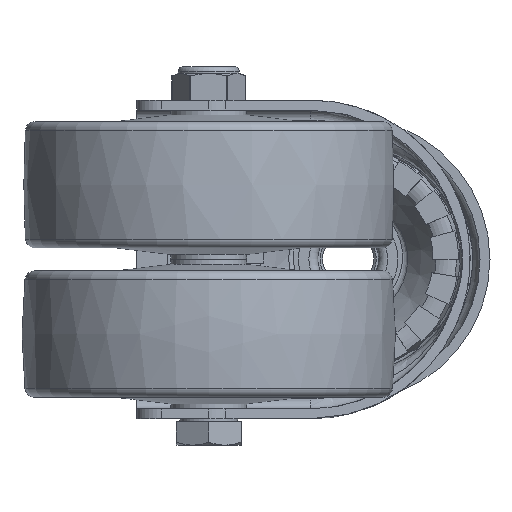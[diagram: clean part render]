
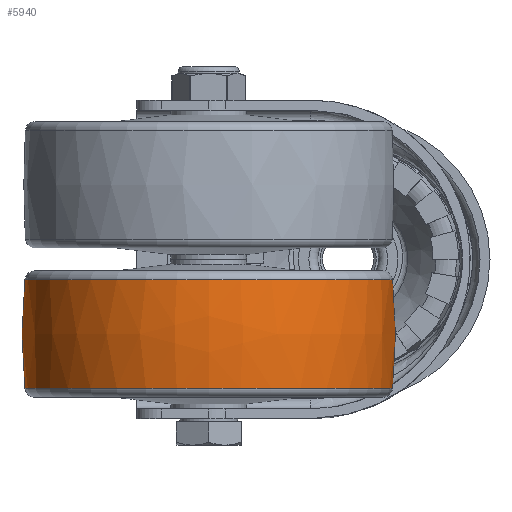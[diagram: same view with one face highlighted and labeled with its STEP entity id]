
A CAD part, front view. The second image highlights one B-rep face of the part: STEP entity #5940.
In plain terms, the highlighted free-form (B-spline) face has degree [2, 2] with [3, 9] control points.
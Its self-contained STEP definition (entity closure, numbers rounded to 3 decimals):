
#43=(
BOUNDED_SURFACE()
B_SPLINE_SURFACE(2,2,((#11936,#11937,#11938,#11939,#11940,#11941,#11942,
#11943,#11944),(#11945,#11946,#11947,#11948,#11949,#11950,#11951,#11952,
#11953),(#11954,#11955,#11956,#11957,#11958,#11959,#11960,#11961,#11962)),
 .UNSPECIFIED.,.F.,.T.,.F.)
B_SPLINE_SURFACE_WITH_KNOTS((3,3),(3,2,2,2,3),(-0.109,0.109),
(-3.142,-1.571,0.,1.571,3.142),
 .UNSPECIFIED.)
GEOMETRIC_REPRESENTATION_ITEM()
RATIONAL_B_SPLINE_SURFACE(((1.,0.707,1.,0.707,1.,
0.707,1.,0.707,1.),(0.994,0.703,
0.994,0.703,0.994,0.703,
0.994,0.703,0.994),(1.,0.707,
1.,0.707,1.,0.707,1.,0.707,1.)))
REPRESENTATION_ITEM('')
SURFACE()
);
#1487=FACE_OUTER_BOUND('',#1849,.T.);
#1849=EDGE_LOOP('',(#5293,#5294,#5295,#5296,#5297,#5298));
#2365=CIRCLE('',#7070,36.902);
#2369=CIRCLE('',#7074,36.902);
#2370=CIRCLE('',#7075,100.);
#2371=CIRCLE('',#7076,36.902);
#2372=CIRCLE('',#7077,36.902);
#2955=VERTEX_POINT('',#11927);
#2956=VERTEX_POINT('',#11928);
#2959=VERTEX_POINT('',#11963);
#2960=VERTEX_POINT('',#11965);
#3755=EDGE_CURVE('',#2955,#2956,#2365,.T.);
#3759=EDGE_CURVE('',#2956,#2955,#2369,.T.);
#3760=EDGE_CURVE('',#2956,#2959,#2370,.T.);
#3761=EDGE_CURVE('',#2960,#2959,#2371,.T.);
#3762=EDGE_CURVE('',#2959,#2960,#2372,.T.);
#5293=ORIENTED_EDGE('',*,*,#3755,.F.);
#5294=ORIENTED_EDGE('',*,*,#3759,.F.);
#5295=ORIENTED_EDGE('',*,*,#3760,.T.);
#5296=ORIENTED_EDGE('',*,*,#3761,.F.);
#5297=ORIENTED_EDGE('',*,*,#3762,.F.);
#5298=ORIENTED_EDGE('',*,*,#3760,.F.);
#5940=ADVANCED_FACE('',(#1487),#43,.F.);
#7070=AXIS2_PLACEMENT_3D('',#11929,#8955,#8956);
#7074=AXIS2_PLACEMENT_3D('',#11935,#8963,#8964);
#7075=AXIS2_PLACEMENT_3D('',#11964,#8965,#8966);
#7076=AXIS2_PLACEMENT_3D('',#11966,#8967,#8968);
#7077=AXIS2_PLACEMENT_3D('',#11967,#8969,#8970);
#8955=DIRECTION('center_axis',(-1.,0.,0.));
#8956=DIRECTION('ref_axis',(0.,-1.,0.));
#8963=DIRECTION('center_axis',(-1.,0.,0.));
#8964=DIRECTION('ref_axis',(0.,-1.,0.));
#8965=DIRECTION('center_axis',(0.,1.,0.));
#8966=DIRECTION('ref_axis',(0.,0.,
1.));
#8967=DIRECTION('center_axis',(1.,0.,0.));
#8968=DIRECTION('ref_axis',(0.,-1.,0.));
#8969=DIRECTION('center_axis',(1.,0.,0.));
#8970=DIRECTION('ref_axis',(0.,-1.,0.));
#11927=CARTESIAN_POINT('',(-10.918,36.902,0.));
#11928=CARTESIAN_POINT('',(-10.918,0.,36.902));
#11929=CARTESIAN_POINT('Origin',(-10.918,0.,0.));
#11935=CARTESIAN_POINT('Origin',(-10.918,0.,0.));
#11936=CARTESIAN_POINT('Ctrl Pts',(-10.918,0.,
36.902));
#11937=CARTESIAN_POINT('Ctrl Pts',(-10.918,-36.902,
36.902));
#11938=CARTESIAN_POINT('Ctrl Pts',(-10.918,-36.902,
0.));
#11939=CARTESIAN_POINT('Ctrl Pts',(-10.918,-36.902,
-36.902));
#11940=CARTESIAN_POINT('Ctrl Pts',(-10.918,0.,
-36.902));
#11941=CARTESIAN_POINT('Ctrl Pts',(-10.918,36.902,-36.902));
#11942=CARTESIAN_POINT('Ctrl Pts',(-10.918,36.902,0.));
#11943=CARTESIAN_POINT('Ctrl Pts',(-10.918,36.902,36.902));
#11944=CARTESIAN_POINT('Ctrl Pts',(-10.918,0.,
36.902));
#11945=CARTESIAN_POINT('Ctrl Pts',(0.,0.,
38.101));
#11946=CARTESIAN_POINT('Ctrl Pts',(0.,-38.101,
38.101));
#11947=CARTESIAN_POINT('Ctrl Pts',(0.,-38.101,
0.));
#11948=CARTESIAN_POINT('Ctrl Pts',(0.,-38.101,
-38.101));
#11949=CARTESIAN_POINT('Ctrl Pts',(0.,0.,
-38.101));
#11950=CARTESIAN_POINT('Ctrl Pts',(0.,38.101,
-38.101));
#11951=CARTESIAN_POINT('Ctrl Pts',(0.,38.101,
0.));
#11952=CARTESIAN_POINT('Ctrl Pts',(0.,38.101,
38.101));
#11953=CARTESIAN_POINT('Ctrl Pts',(0.,0.,
38.101));
#11954=CARTESIAN_POINT('Ctrl Pts',(10.918,0.,
36.902));
#11955=CARTESIAN_POINT('Ctrl Pts',(10.918,-36.902,36.902));
#11956=CARTESIAN_POINT('Ctrl Pts',(10.918,-36.902,0.));
#11957=CARTESIAN_POINT('Ctrl Pts',(10.918,-36.902,-36.902));
#11958=CARTESIAN_POINT('Ctrl Pts',(10.918,0.,
-36.902));
#11959=CARTESIAN_POINT('Ctrl Pts',(10.918,36.902,-36.902));
#11960=CARTESIAN_POINT('Ctrl Pts',(10.918,36.902,0.));
#11961=CARTESIAN_POINT('Ctrl Pts',(10.918,36.902,36.902));
#11962=CARTESIAN_POINT('Ctrl Pts',(10.918,0.,
36.902));
#11963=CARTESIAN_POINT('',(10.918,0.,36.902));
#11964=CARTESIAN_POINT('Origin',(0.,0.,
-62.5));
#11965=CARTESIAN_POINT('',(10.918,36.902,0.));
#11966=CARTESIAN_POINT('Origin',(10.918,0.,0.));
#11967=CARTESIAN_POINT('Origin',(10.918,0.,0.));
